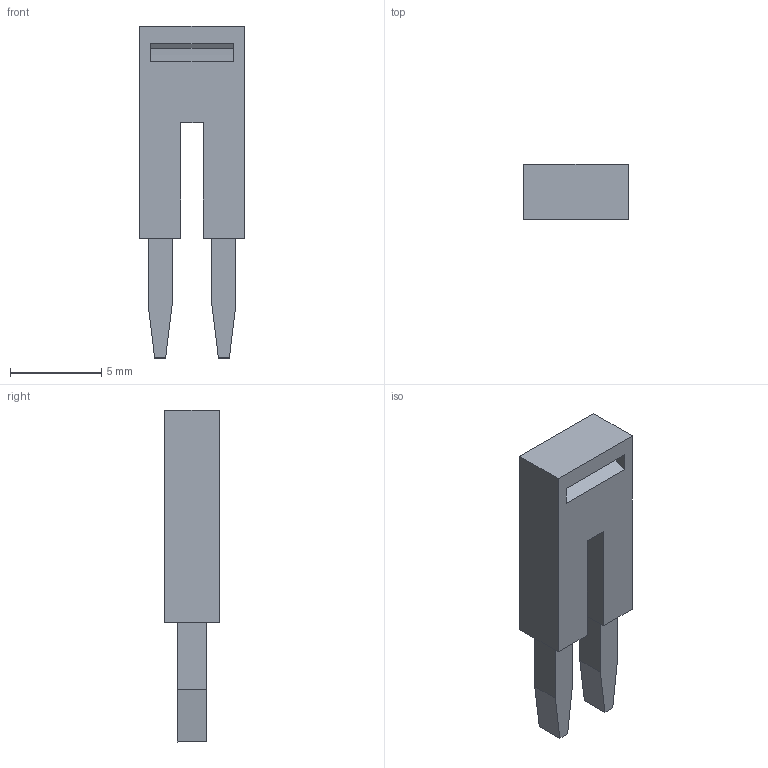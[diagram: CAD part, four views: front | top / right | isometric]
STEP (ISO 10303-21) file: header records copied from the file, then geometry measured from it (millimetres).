
FILE_DESCRIPTION(/* description */ ('Alibre Inc.'),/* implementation_level */ '2;1');
FILE_NAME(/* name */ 'export-2AE7C506-3C92-41EE-8DC1-ED2556C5953C',/* time_stamp */ '2019-10-09T17:51:26+02:00',/* author */ (''),/* organization */ (''),/* preprocessor_version */ 'ST-DEVELOPER v17',/* originating_system */ 'Alibre',/* authorisation */ '');
FILE_SCHEMA (('AUTOMOTIVE_DESIGN'));
Length unit declared in the file: millimetre
Bounding box: 5.75 x 3 x 18.23 mm (x, y, z)
Volume: 195.3 mm3; surface area: 347 mm2
Topology: 1 solids, 1 shells, 34 faces, 84 edges, 56 vertices
Faces by surface type: plane 34
Entity records: 1033 total; most frequent: CARTESIAN_POINT 174, ORIENTED_EDGE 168, DIRECTION 120, VECTOR 84, LINE 84, EDGE_CURVE 84, VERTEX_POINT 56, EDGE_LOOP 38
